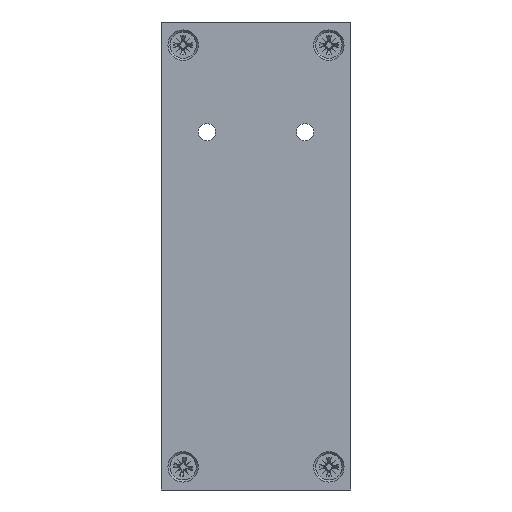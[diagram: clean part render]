
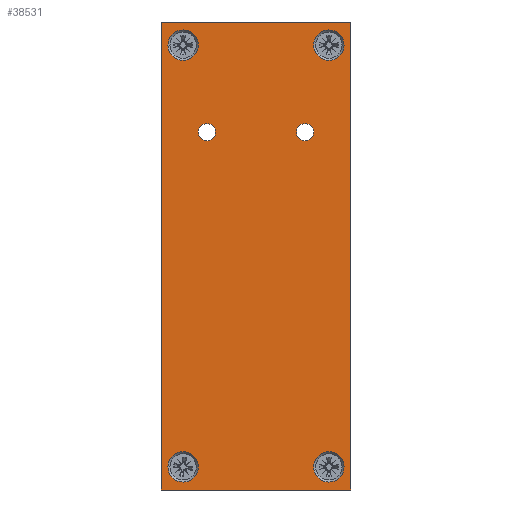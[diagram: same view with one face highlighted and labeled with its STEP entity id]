
A CAD part, front view. The second image highlights one B-rep face of the part: STEP entity #38531.
In plain terms, the highlighted planar face has unit normal (0, -1, 0).
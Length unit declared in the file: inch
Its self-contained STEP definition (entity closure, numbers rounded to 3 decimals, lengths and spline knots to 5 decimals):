
#17 = ORIENTED_EDGE ( 'NONE', *, *, #41591, .T. ) ;
#218 = CARTESIAN_POINT ( 'NONE',  ( -0.53448, -0.31353, 3.24606 ) ) ;
#447 = CIRCLE ( 'NONE', #15307, 0.07799 ) ;
#1523 = VERTEX_POINT ( 'NONE', #28189 ) ;
#2567 = AXIS2_PLACEMENT_3D ( 'NONE', #7563, #7295, #19032 ) ;
#3675 = AXIS2_PLACEMENT_3D ( 'NONE', #34382, #19470, #8979 ) ;
#4915 = EDGE_LOOP ( 'NONE', ( #17 ) ) ;
#4974 = CARTESIAN_POINT ( 'NONE',  ( -0.82908, -0.31353, 4.03606 ) ) ;
#5217 = CARTESIAN_POINT ( 'NONE',  ( -0.82908, -0.31353, 0.21 ) ) ;
#5360 = ORIENTED_EDGE ( 'NONE', *, *, #17172, .T. ) ;
#5416 = EDGE_CURVE ( 'NONE', #21775, #35891, #34374, .T. ) ;
#5803 = ORIENTED_EDGE ( 'NONE', *, *, #29811, .T. ) ;
#6150 = EDGE_LOOP ( 'NONE', ( #22467 ) ) ;
#6203 = DIRECTION ( 'NONE',  ( -1., 0., 0. ) ) ;
#6249 = EDGE_LOOP ( 'NONE', ( #40288 ) ) ;
#7295 = DIRECTION ( 'NONE',  ( 0., 1., 0. ) ) ;
#7563 = CARTESIAN_POINT ( 'NONE',  ( -0.61247, -0.31353, 3.24606 ) ) ;
#7850 = CIRCLE ( 'NONE', #17242, 0.1378 ) ;
#8979 = DIRECTION ( 'NONE',  ( 1., 0., 0. ) ) ;
#9875 = DIRECTION ( 'NONE',  ( 1., 0., 0. ) ) ;
#10852 = CARTESIAN_POINT ( 'NONE',  ( 0.69241, -0.31353, 0. ) ) ;
#11559 = VERTEX_POINT ( 'NONE', #43343 ) ;
#11603 = CIRCLE ( 'NONE', #17840, 0.1378 ) ;
#12271 = DIRECTION ( 'NONE',  ( 1., 0., 0. ) ) ;
#12902 = EDGE_LOOP ( 'NONE', ( #42358 ) ) ;
#13097 = CIRCLE ( 'NONE', #3675, 0.1378 ) ;
#13259 = VERTEX_POINT ( 'NONE', #10852 ) ;
#13725 = FACE_BOUND ( 'NONE', #6249, .T. ) ;
#14082 = CARTESIAN_POINT ( 'NONE',  ( 0.69241, -0.31353, 4.24606 ) ) ;
#14427 = VERTEX_POINT ( 'NONE', #218 ) ;
#14473 = CARTESIAN_POINT ( 'NONE',  ( 0.49391, -0.31353, 0.21 ) ) ;
#14859 = ORIENTED_EDGE ( 'NONE', *, *, #18853, .T. ) ;
#14925 = CARTESIAN_POINT ( 'NONE',  ( 0.6317, -0.31353, 0.21 ) ) ;
#15092 = CARTESIAN_POINT ( 'NONE',  ( -1.02759, -0.31353, 0. ) ) ;
#15307 = AXIS2_PLACEMENT_3D ( 'NONE', #30122, #22062, #44324 ) ;
#15398 = CARTESIAN_POINT ( 'NONE',  ( 0.69241, -0.31353, 0. ) ) ;
#17172 = EDGE_CURVE ( 'NONE', #13259, #11559, #37608, .T. ) ;
#17181 = DIRECTION ( 'NONE',  ( 0., 1., 0. ) ) ;
#17242 = AXIS2_PLACEMENT_3D ( 'NONE', #14473, #17181, #35721 ) ;
#17571 = ORIENTED_EDGE ( 'NONE', *, *, #5416, .T. ) ;
#17604 = CARTESIAN_POINT ( 'NONE',  ( 0.35529, -0.31353, 3.24606 ) ) ;
#17840 = AXIS2_PLACEMENT_3D ( 'NONE', #5217, #32122, #9875 ) ;
#18853 = EDGE_CURVE ( 'NONE', #20432, #20432, #25987, .T. ) ;
#19032 = DIRECTION ( 'NONE',  ( 1., 0., 0. ) ) ;
#19470 = DIRECTION ( 'NONE',  ( 0., 1., 0. ) ) ;
#19515 = DIRECTION ( 'NONE',  ( 0., 0., 1. ) ) ;
#19909 = DIRECTION ( 'NONE',  ( 0., 1., 0. ) ) ;
#20432 = VERTEX_POINT ( 'NONE', #42444 ) ;
#20522 = AXIS2_PLACEMENT_3D ( 'NONE', #4974, #19909, #26521 ) ;
#20809 = FACE_BOUND ( 'NONE', #12902, .T. ) ;
#21047 = FACE_BOUND ( 'NONE', #6150, .T. ) ;
#21739 = VECTOR ( 'NONE', #6203, 39.37008 ) ;
#21775 = VERTEX_POINT ( 'NONE', #26518 ) ;
#22062 = DIRECTION ( 'NONE',  ( 0., 1., 0. ) ) ;
#22467 = ORIENTED_EDGE ( 'NONE', *, *, #45467, .T. ) ;
#23771 = EDGE_CURVE ( 'NONE', #47581, #47581, #11603, .T. ) ;
#24454 = FACE_BOUND ( 'NONE', #37295, .T. ) ;
#24924 = PLANE ( 'NONE',  #38454 ) ;
#25154 = DIRECTION ( 'NONE',  ( 1., 0., 0. ) ) ;
#25987 = CIRCLE ( 'NONE', #20522, 0.1378 ) ;
#26099 = CARTESIAN_POINT ( 'NONE',  ( -1.02759, -0.31353, 0. ) ) ;
#26518 = CARTESIAN_POINT ( 'NONE',  ( -1.02759, -0.31353, 4.24606 ) ) ;
#26521 = DIRECTION ( 'NONE',  ( 1., 0., 0. ) ) ;
#28189 = CARTESIAN_POINT ( 'NONE',  ( 0.6317, -0.31353, 4.03606 ) ) ;
#28373 = VERTEX_POINT ( 'NONE', #17604 ) ;
#28626 = FACE_BOUND ( 'NONE', #46638, .T. ) ;
#29264 = EDGE_CURVE ( 'NONE', #1523, #1523, #13097, .T. ) ;
#29811 = EDGE_CURVE ( 'NONE', #11559, #21775, #42937, .T. ) ;
#30122 = CARTESIAN_POINT ( 'NONE',  ( 0.27729, -0.31353, 3.24606 ) ) ;
#30301 = ORIENTED_EDGE ( 'NONE', *, *, #29264, .T. ) ;
#32122 = DIRECTION ( 'NONE',  ( 0., 1., 0. ) ) ;
#34374 = LINE ( 'NONE', #15092, #41016 ) ;
#34382 = CARTESIAN_POINT ( 'NONE',  ( 0.49391, -0.31353, 4.03606 ) ) ;
#34519 = LINE ( 'NONE', #34755, #40777 ) ;
#34755 = CARTESIAN_POINT ( 'NONE',  ( 0.69241, -0.31353, 0. ) ) ;
#35721 = DIRECTION ( 'NONE',  ( 1., 0., 0. ) ) ;
#35891 = VERTEX_POINT ( 'NONE', #26099 ) ;
#36040 = CARTESIAN_POINT ( 'NONE',  ( -0.69129, -0.31353, 0.21 ) ) ;
#37295 = EDGE_LOOP ( 'NONE', ( #30301 ) ) ;
#37608 = LINE ( 'NONE', #15398, #40381 ) ;
#38454 = AXIS2_PLACEMENT_3D ( 'NONE', #40572, #44521, #25154 ) ;
#38531 = ADVANCED_FACE ( 'NONE', ( #24454, #28626, #13725, #21047, #20809, #43533, #39607 ), #24924, .T. ) ;
#39607 = FACE_OUTER_BOUND ( 'NONE', #44646, .T. ) ;
#40170 = CIRCLE ( 'NONE', #2567, 0.07799 ) ;
#40288 = ORIENTED_EDGE ( 'NONE', *, *, #23771, .T. ) ;
#40381 = VECTOR ( 'NONE', #19515, 39.37008 ) ;
#40572 = CARTESIAN_POINT ( 'NONE',  ( 0.69241, -0.31353, 0. ) ) ;
#40777 = VECTOR ( 'NONE', #12271, 39.37008 ) ;
#41016 = VECTOR ( 'NONE', #41220, 39.37008 ) ;
#41040 = VERTEX_POINT ( 'NONE', #14925 ) ;
#41220 = DIRECTION ( 'NONE',  ( 0., 0., -1. ) ) ;
#41591 = EDGE_CURVE ( 'NONE', #28373, #28373, #447, .T. ) ;
#42358 = ORIENTED_EDGE ( 'NONE', *, *, #47586, .T. ) ;
#42444 = CARTESIAN_POINT ( 'NONE',  ( -0.69129, -0.31353, 4.03606 ) ) ;
#42937 = LINE ( 'NONE', #14082, #21739 ) ;
#43343 = CARTESIAN_POINT ( 'NONE',  ( 0.69241, -0.31353, 4.24606 ) ) ;
#43533 = FACE_BOUND ( 'NONE', #4915, .T. ) ;
#44210 = ORIENTED_EDGE ( 'NONE', *, *, #46458, .T. ) ;
#44324 = DIRECTION ( 'NONE',  ( 1., 0., 0. ) ) ;
#44521 = DIRECTION ( 'NONE',  ( 0., -1., 0. ) ) ;
#44646 = EDGE_LOOP ( 'NONE', ( #5360, #5803, #17571, #44210 ) ) ;
#45467 = EDGE_CURVE ( 'NONE', #41040, #41040, #7850, .T. ) ;
#46458 = EDGE_CURVE ( 'NONE', #35891, #13259, #34519, .T. ) ;
#46638 = EDGE_LOOP ( 'NONE', ( #14859 ) ) ;
#47581 = VERTEX_POINT ( 'NONE', #36040 ) ;
#47586 = EDGE_CURVE ( 'NONE', #14427, #14427, #40170, .T. ) ;
